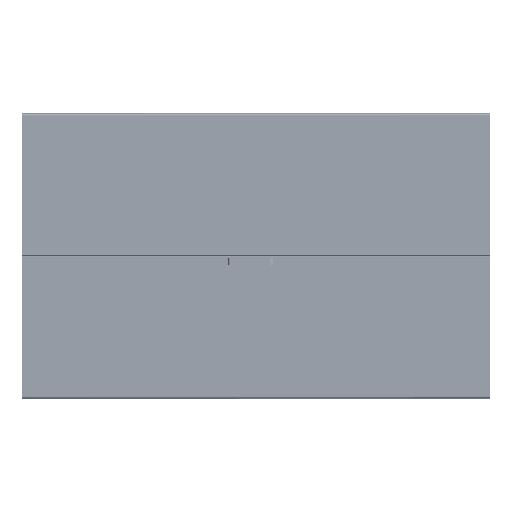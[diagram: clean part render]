
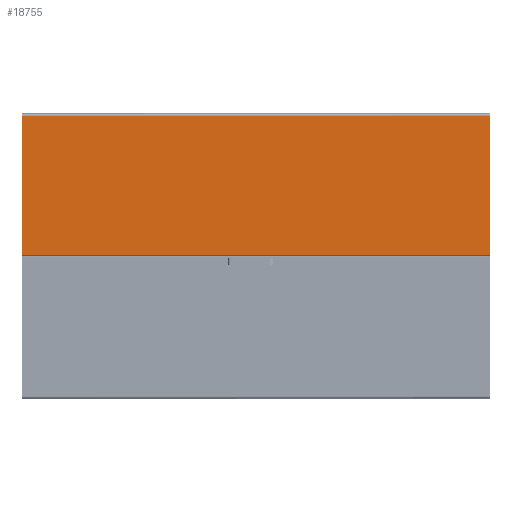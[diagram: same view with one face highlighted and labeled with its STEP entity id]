
A CAD part, top view. The second image highlights one B-rep face of the part: STEP entity #18755.
In plain terms, the highlighted face is planar.
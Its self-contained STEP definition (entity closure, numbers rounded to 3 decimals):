
#7811 = FACE_OUTER_BOUND ( 'NONE', #41443, .T. ) ;
#13010 = CARTESIAN_POINT ( 'NONE',  ( 295., -975.5, 0. ) ) ;
#13031 = PLANE ( 'NONE',  #88448 ) ;
#13036 = DIRECTION ( 'NONE',  ( 0., 0., 1. ) ) ;
#13037 = DIRECTION ( 'NONE',  ( 1., 0., 0. ) ) ;
#15928 = CARTESIAN_POINT ( 'NONE',  ( -294.9, -975.49, 0. ) ) ;
#15929 = CARTESIAN_POINT ( 'NONE',  ( -294.9, 975.49, 0. ) ) ;
#15930 = CARTESIAN_POINT ( 'NONE',  ( 287.5, 975.49, 0. ) ) ;
#15931 = CARTESIAN_POINT ( 'NONE',  ( 287.5, -975.49, 0. ) ) ;
#18755 = ADVANCED_FACE ( 'NONE', ( #7811 ), #13031, .F. ) ;
#36496 = EDGE_CURVE ( 'NONE', #85552, #85553, #69760, .T. ) ;
#36510 = EDGE_CURVE ( 'NONE', #85551, #85552, #69778, .T. ) ;
#36513 = EDGE_CURVE ( 'NONE', #85550, #85551, #69782, .T. ) ;
#36515 = EDGE_CURVE ( 'NONE', #85553, #85550, #69786, .T. ) ;
#41443 = EDGE_LOOP ( 'NONE', ( #91786, #91790, #91793, #91796 ) ) ;
#69755 = VECTOR ( 'NONE', #75978, 1000. ) ;
#69760 = LINE ( 'NONE', #75964, #69755 ) ;
#69778 = LINE ( 'NONE', #75999, #69780 ) ;
#69780 = VECTOR ( 'NONE', #76007, 1000. ) ;
#69782 = LINE ( 'NONE', #76010, #69784 ) ;
#69784 = VECTOR ( 'NONE', #76012, 1000. ) ;
#69786 = LINE ( 'NONE', #76014, #69787 ) ;
#69787 = VECTOR ( 'NONE', #76016, 1000. ) ;
#75964 = CARTESIAN_POINT ( 'NONE',  ( 287.5, 975.49, 0. ) ) ;
#75978 = DIRECTION ( 'NONE',  ( 0., -1., 0. ) ) ;
#75999 = CARTESIAN_POINT ( 'NONE',  ( -295., 975.49, 0. ) ) ;
#76007 = DIRECTION ( 'NONE',  ( 1., 0., 0. ) ) ;
#76010 = CARTESIAN_POINT ( 'NONE',  ( -294.9, -975.49, 0. ) ) ;
#76012 = DIRECTION ( 'NONE',  ( 0., 1., 0. ) ) ;
#76014 = CARTESIAN_POINT ( 'NONE',  ( 295., -975.49, 0. ) ) ;
#76016 = DIRECTION ( 'NONE',  ( -1., 0., 0. ) ) ;
#85550 = VERTEX_POINT ( 'NONE', #15928 ) ;
#85551 = VERTEX_POINT ( 'NONE', #15929 ) ;
#85552 = VERTEX_POINT ( 'NONE', #15930 ) ;
#85553 = VERTEX_POINT ( 'NONE', #15931 ) ;
#88448 = AXIS2_PLACEMENT_3D ( 'NONE', #13010, #13036, #13037 ) ;
#91786 = ORIENTED_EDGE ( 'NONE', *, *, #36513, .T. ) ;
#91790 = ORIENTED_EDGE ( 'NONE', *, *, #36510, .T. ) ;
#91793 = ORIENTED_EDGE ( 'NONE', *, *, #36496, .T. ) ;
#91796 = ORIENTED_EDGE ( 'NONE', *, *, #36515, .T. ) ;
